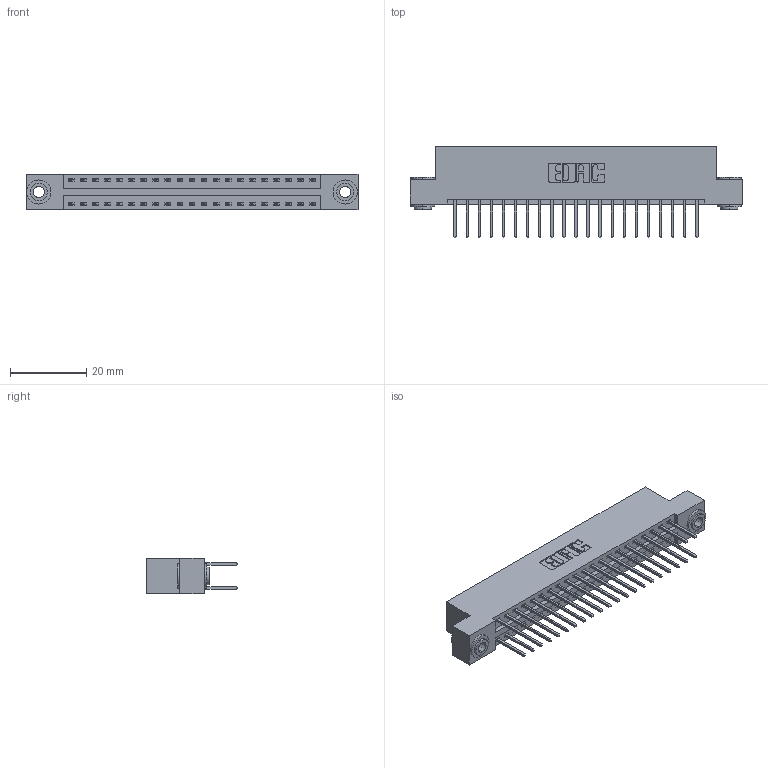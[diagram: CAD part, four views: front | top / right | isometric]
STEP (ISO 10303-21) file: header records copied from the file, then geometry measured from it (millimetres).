
FILE_DESCRIPTION (( 'STEP AP203' ), '1' );
FILE_NAME ('396-042-526-203.STEP', '2018-09-07T00:08:05', ( '' ), ( '' ), 'SwSTEP 2.0', 'SolidWorks 2016', '' );
FILE_SCHEMA (( 'CONFIG_CONTROL_DESIGN' ));
Length unit declared in the file: inch
Products named in the file (4): 345-292-001_345-293-126; 345-250-002_345-250-002-102; 396-042-526-203; 346 Part_Flush Mounting Lugs - 0.156 Dia-TH
Assembly tree (45 placements, depth 2):
  396-042-526-203
    346 Part_Flush Mounting Lugs - 0.156 Dia-TH
    345-292-001_345-293-126  x42
    345-250-002_345-250-002-102  x2
Bounding box: 87.25 x 24.13 x 9.4 mm (x, y, z)
Volume: 8433 mm3; surface area: 11784.1 mm2
Topology: 45 solids, 45 shells, 2344 faces, 6915 edges, 4550 vertices
Faces by surface type: plane 1556, cylinder 780, cone 8
Entity records: 17200 total; most frequent: CARTESIAN_POINT 2839, ORIENTED_EDGE 2766, DIRECTION 2585, EDGE_CURVE 1383, VECTOR 1143, LINE 1143, VERTEX_POINT 918, AXIS2_PLACEMENT_3D 721
